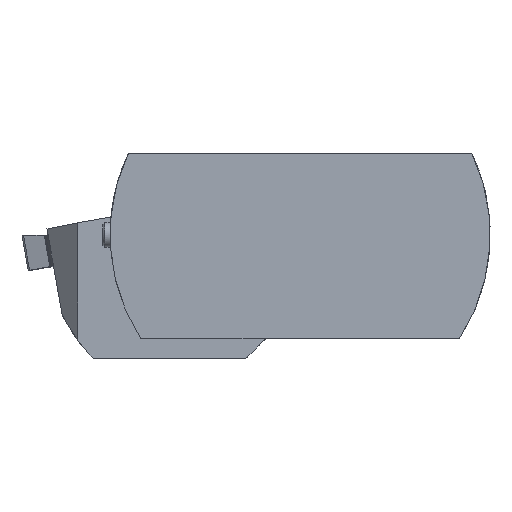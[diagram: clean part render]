
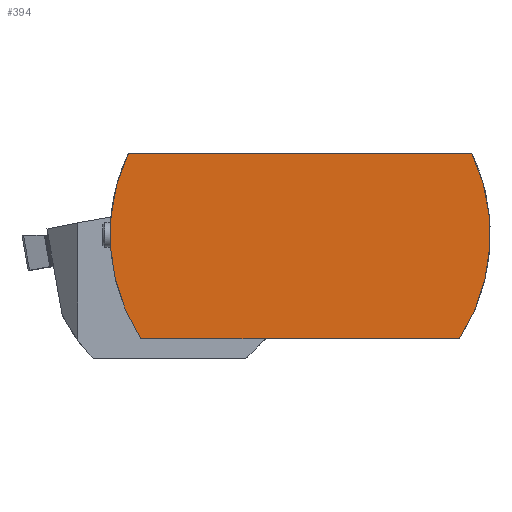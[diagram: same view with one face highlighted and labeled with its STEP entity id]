
A CAD part, top view. The second image highlights one B-rep face of the part: STEP entity #394.
In plain terms, the highlighted planar face has unit normal (0, 0, 1).
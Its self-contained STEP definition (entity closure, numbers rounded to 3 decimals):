
#172=CIRCLE('',#3182,38.5);
#177=CIRCLE('',#3201,38.5);
#247=FACE_OUTER_BOUND('',#756,.T.);
#394=ADVANCED_FACE('',(#247),#554,.F.);
#554=PLANE('',#3202);
#756=EDGE_LOOP('',(#1062,#1063,#1064,#1065));
#1062=ORIENTED_EDGE('',*,*,#2197,.F.);
#1063=ORIENTED_EDGE('',*,*,#2198,.F.);
#1064=ORIENTED_EDGE('',*,*,#2199,.F.);
#1065=ORIENTED_EDGE('',*,*,#2172,.F.);
#1874=VERTEX_POINT('',#4406);
#1875=VERTEX_POINT('',#4408);
#1891=VERTEX_POINT('',#4494);
#1892=VERTEX_POINT('',#4496);
#2172=EDGE_CURVE('',#1874,#1875,#172,.T.);
#2197=EDGE_CURVE('',#1891,#1874,#2602,.T.);
#2198=EDGE_CURVE('',#1892,#1891,#177,.T.);
#2199=EDGE_CURVE('',#1875,#1892,#2603,.T.);
#2602=LINE('',#4493,#2863);
#2603=LINE('',#4497,#2864);
#2863=VECTOR('',#3557,1.);
#2864=VECTOR('',#3560,1.);
#3182=AXIS2_PLACEMENT_3D('',#4407,#3508,#3509);
#3201=AXIS2_PLACEMENT_3D('',#4495,#3558,#3559);
#3202=AXIS2_PLACEMENT_3D('',#4498,#3561,#3562);
#3508=DIRECTION('',(0.,0.,-1.));
#3509=DIRECTION('',(-1.,0.,0.));
#3557=DIRECTION('',(-1.,0.,0.));
#3558=DIRECTION('',(0.,0.,-1.));
#3559=DIRECTION('',(-1.,0.,0.));
#3560=DIRECTION('',(1.,0.,0.));
#3561=DIRECTION('',(0.,0.,-1.));
#3562=DIRECTION('',(-1.,0.,0.));
#4406=CARTESIAN_POINT('',(-32.268,-21.,0.325));
#4407=CARTESIAN_POINT('',(0.,0.,0.325));
#4408=CARTESIAN_POINT('',(-34.785,16.5,0.325));
#4493=CARTESIAN_POINT('',(-40.,-21.,0.325));
#4494=CARTESIAN_POINT('',(32.268,-21.,0.325));
#4495=CARTESIAN_POINT('',(0.,0.,0.325));
#4496=CARTESIAN_POINT('',(34.785,16.5,0.325));
#4497=CARTESIAN_POINT('',(-45.,16.5,0.325));
#4498=CARTESIAN_POINT('',(-40.,30.,0.325));
